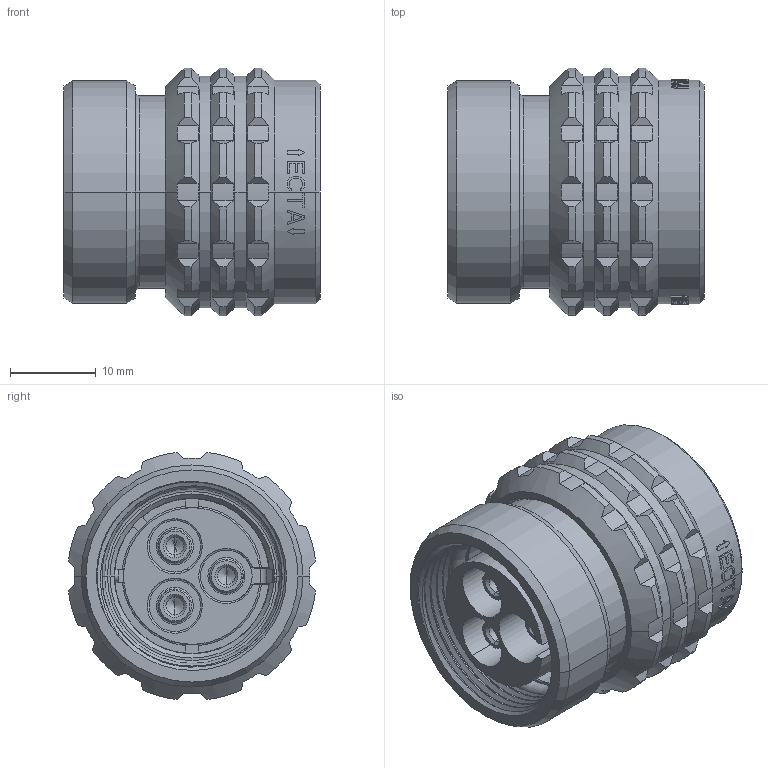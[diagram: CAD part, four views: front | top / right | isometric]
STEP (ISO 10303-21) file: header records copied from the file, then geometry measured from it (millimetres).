
FILE_DESCRIPTION((''),'2;1');
FILE_NAME('1331M303AMS','2018-10-23T13:42:25',('cgregory'),('NET AG system integration'),'CREO PARAMETRIC BY PTC INC, 2017260','CREO PARAMETRIC BY PTC INC, 2017260','');
FILE_SCHEMA(('AUTOMOTIVE_DESIGN { 1 0 10303 214 1 1 1 1 }'));
Length unit declared in the file: millimetre
Products named in the file (1): 1331M303AMS
Bounding box: 29.8 x 28.79 x 28.79 mm (x, y, z)
Volume: 10288.9 mm3; surface area: 13693 mm2
Topology: 3 solids, 3 shells, 1018 faces, 2740 edges, 1769 vertices
Faces by surface type: plane 476, cylinder 338, torus 83, cone 71, bspline 30, extrusion 18, sphere 2
Entity records: 50651 total; most frequent: CARTESIAN_POINT 18409, ORIENTED_EDGE 5460, DIRECTION 4861, EDGE_CURVE 2730, AXIS2_PLACEMENT_3D 1865, VERTEX_POINT 1769, VECTOR 1128, LINE 1110
